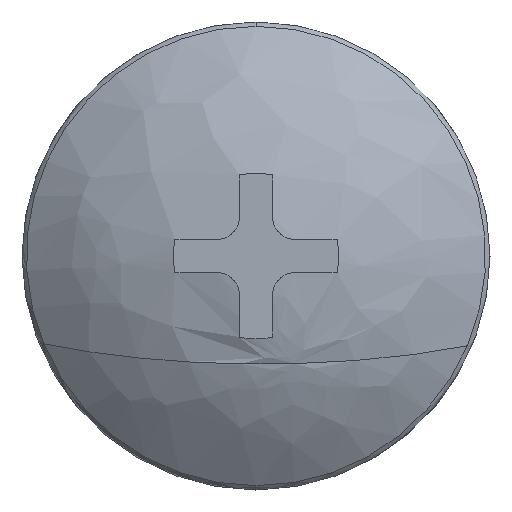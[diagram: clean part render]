
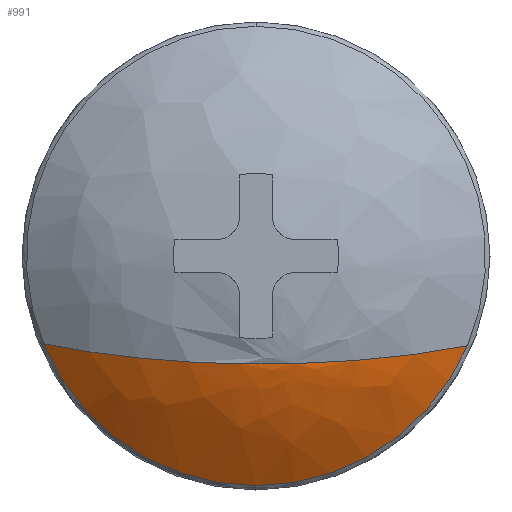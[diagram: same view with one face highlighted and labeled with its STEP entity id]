
A CAD part, left-side view. The second image highlights one B-rep face of the part: STEP entity #991.
In plain terms, the highlighted free-form (B-spline) face has degree [3, 3] with [4, 4] control points.
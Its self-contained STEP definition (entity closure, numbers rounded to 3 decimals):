
#56 = EDGE_CURVE ( 'NONE', #1228, #295, #1120, .T. ) ;
#63 = CARTESIAN_POINT ( 'NONE',  ( -1.655, -3.704, -1.572 ) ) ;
#87 = ORIENTED_EDGE ( 'NONE', *, *, #131, .F. ) ;
#96 = CARTESIAN_POINT ( 'NONE',  ( -2.89, 0.918, -1.926 ) ) ;
#131 = EDGE_CURVE ( 'NONE', #1174, #295, #911, .T. ) ;
#139 = CARTESIAN_POINT ( 'NONE',  ( -1.655, 0., 0. ) ) ;
#145 = DIRECTION ( 'NONE',  ( -1., 0., 0. ) ) ;
#167 = CARTESIAN_POINT ( 'NONE',  ( -2.736, -0.655, -1.886 ) ) ;
#172 = CARTESIAN_POINT ( 'NONE',  ( -2.736, -0.655, -1.886 ) ) ;
#202 = CARTESIAN_POINT ( 'NONE',  ( -2.736, -0.655, -1.886 ) ) ;
#211 = CARTESIAN_POINT ( 'NONE',  ( -2.736, -0.655, -1.886 ) ) ;
#259 = CARTESIAN_POINT ( 'NONE',  ( -1.969, 0.933, -4.952 ) ) ;
#277 = CARTESIAN_POINT ( 'NONE',  ( 3.45, 0., 0. ) ) ;
#281 = CARTESIAN_POINT ( 'NONE',  ( -1.66, -2.214, -4.873 ) ) ;
#286 = AXIS2_PLACEMENT_3D ( 'NONE', #277, #754, #300 ) ;
#295 = VERTEX_POINT ( 'NONE', #555 ) ;
#300 = DIRECTION ( 'NONE',  ( 0.952, 0.101, 0.29 ) ) ;
#311 = CARTESIAN_POINT ( 'NONE',  ( 3.45, 0., 0. ) ) ;
#363 = CARTESIAN_POINT ( 'NONE',  ( -1.655, 3.719, -1.537 ) ) ;
#372 = CARTESIAN_POINT ( 'NONE',  ( -1.91, -3.647, -1.649 ) ) ;
#390 = CARTESIAN_POINT ( 'NONE',  ( -2.509, 2.448, -1.803 ) ) ;
#456 = CARTESIAN_POINT ( 'NONE',  ( -0.126, -3.619, -7.51 ) ) ;
#469 = CARTESIAN_POINT ( 'NONE',  ( -1.64, 3.742, -1.532 ) ) ;
#471 = CARTESIAN_POINT ( 'NONE',  ( 0.841, 3.78, -9.679 ) ) ;
#482 = CARTESIAN_POINT ( 'NONE',  ( -2.581, -2.228, -1.847 ) ) ;
#487 = CARTESIAN_POINT ( 'NONE',  ( -0.807, -4.731, -1.319 ) ) ;
#507 = EDGE_CURVE ( 'NONE', #1174, #959, #784, .T. ) ;
#555 = CARTESIAN_POINT ( 'NONE',  ( -2.736, -0.655, -1.886 ) ) ;
#558 = ORIENTED_EDGE ( 'NONE', *, *, #507, .T. ) ;
#564 =( BOUNDED_SURFACE ( )  B_SPLINE_SURFACE ( 3, 3, ( 
 ( #487, #648, #471, #469 ),
 ( #372, #456, #579, #390 ),
 ( #482, #281, #259, #96 ),
 ( #211, #202, #172, #167 ) ),
 .UNSPECIFIED., .F., .F., .F. ) 
 B_SPLINE_SURFACE_WITH_KNOTS ( ( 4, 4 ),
 ( 4, 4 ),
 ( 0., 1. ),
 ( 0., 1. ),
 .UNSPECIFIED. ) 
 GEOMETRIC_REPRESENTATION_ITEM ( )  RATIONAL_B_SPLINE_SURFACE ( (
 ( 1., 0.333, 0.333, 1.),
 ( 0.958, 0.319, 0.319, 0.958),
 ( 0.958, 0.319, 0.319, 0.958),
 ( 1., 0.333, 0.333, 1.) ) ) 
 REPRESENTATION_ITEM ( '' )  SURFACE ( )  );
#579 = CARTESIAN_POINT ( 'NONE',  ( -0.724, 2.476, -7.663 ) ) ;
#648 = CARTESIAN_POINT ( 'NONE',  ( 1.673, -4.692, -9.466 ) ) ;
#651 = CARTESIAN_POINT ( 'NONE',  ( -1.655, 0., -4.024 ) ) ;
#717 = DIRECTION ( 'NONE',  ( 0.291, 0.005, -0.957 ) ) ;
#726 = ORIENTED_EDGE ( 'NONE', *, *, #1041, .T. ) ;
#754 = DIRECTION ( 'NONE',  ( -0.291, -0.005, 0.957 ) ) ;
#775 = AXIS2_PLACEMENT_3D ( 'NONE', #139, #145, #1202 ) ;
#784 = CIRCLE ( 'NONE', #775, 4.024 ) ;
#825 = DIRECTION ( 'NONE',  ( 0.952, 0.101, 0.29 ) ) ;
#829 = EDGE_LOOP ( 'NONE', ( #726, #1139, #87, #558 ) ) ;
#861 = DIRECTION ( 'NONE',  ( 0., 0., 1. ) ) ;
#867 = DIRECTION ( 'NONE',  ( -1., 0., 0. ) ) ;
#870 = CARTESIAN_POINT ( 'NONE',  ( -1.655, 0., 0. ) ) ;
#911 = CIRCLE ( 'NONE', #286, 6.5 ) ;
#912 = AXIS2_PLACEMENT_3D ( 'NONE', #870, #867, #861 ) ;
#959 = VERTEX_POINT ( 'NONE', #651 ) ;
#991 = ADVANCED_FACE ( 'NONE', ( #1125 ), #564, .T. ) ;
#1040 = CIRCLE ( 'NONE', #912, 4.024 ) ;
#1041 = EDGE_CURVE ( 'NONE', #959, #1228, #1040, .T. ) ;
#1120 = CIRCLE ( 'NONE', #1211, 6.5 ) ;
#1125 = FACE_OUTER_BOUND ( 'NONE', #829, .T. ) ;
#1139 = ORIENTED_EDGE ( 'NONE', *, *, #56, .T. ) ;
#1174 = VERTEX_POINT ( 'NONE', #363 ) ;
#1202 = DIRECTION ( 'NONE',  ( 0., 0., 1. ) ) ;
#1211 = AXIS2_PLACEMENT_3D ( 'NONE', #311, #717, #825 ) ;
#1228 = VERTEX_POINT ( 'NONE', #63 ) ;
